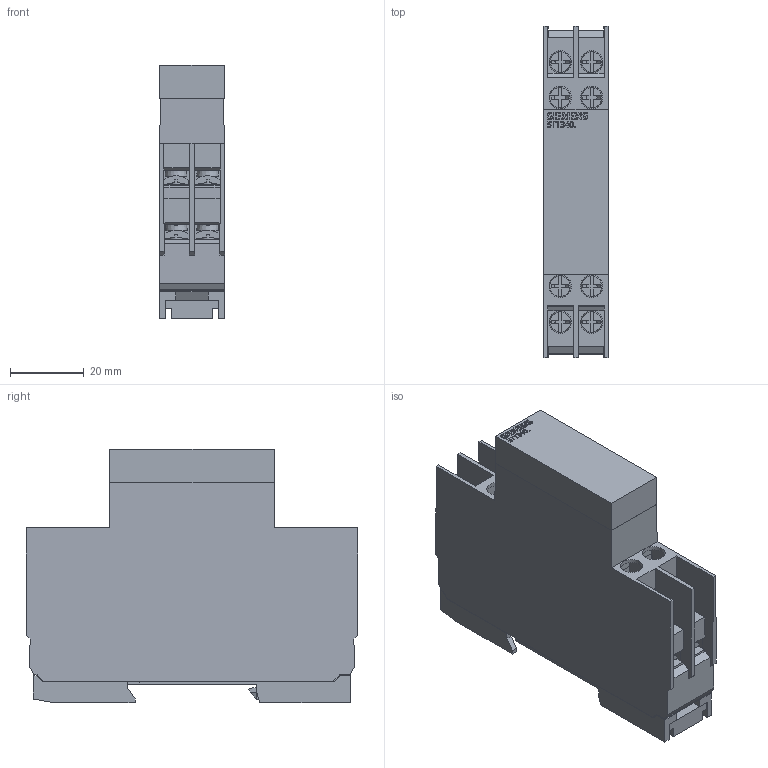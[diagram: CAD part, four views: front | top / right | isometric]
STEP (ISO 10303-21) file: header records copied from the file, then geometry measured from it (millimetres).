
FILE_DESCRIPTION(/* description */ (''),/* implementation_level */ '2;1');
FILE_NAME(/* name */ '5TT3400_1_PO_v.stp',/* time_stamp */ '2023-03-29T17:12:51+02:00',/* author */ ('"(c) Siemens AG Smart Infrastructure"'),/* organization */ ('"(c) Siemens AG - Smart Infrastructure - EP"'),/* preprocessor_version */ 'ST-DEVELOPER v18.101',/* originating_system */ 'SIEMENS PLM Software NX 2008',/* authorisation */ '"Transmittal reproduction, dissemination and/or editing of this document as well as utilization of its contents and communication thereof to others without express authorization is prohibited. Offenders will be held liable for payment of damages. All rights created by patent grant or registration of a utility model or design patent are reserved."');
FILE_SCHEMA (('AUTOMOTIVE_DESIGN { 1 0 10303 214 3 1 1 1 }'));
Length unit declared in the file: millimetre
Products named in the file (1): model3
Bounding box: 17.88 x 89.85 x 68.8 mm (x, y, z)
Volume: 52903.4 mm3; surface area: 37979.4 mm2
Topology: 22 solids, 22 shells, 625 faces, 1722 edges, 1144 vertices
Faces by surface type: plane 539, cylinder 38, extrusion 24, cone 24
Full cylindrical faces by diameter (mm): 3.5 x8, 6.1 x8
Entity records: 21359 total; most frequent: CARTESIAN_POINT 4944, ORIENTED_EDGE 3326, DIRECTION 2884, EDGE_CURVE 1663, VECTOR 1368, LINE 1344, VERTEX_POINT 1116, AXIS2_PLACEMENT_3D 758
